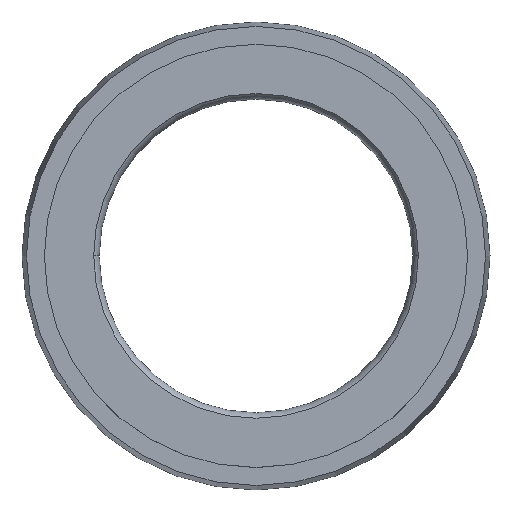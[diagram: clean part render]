
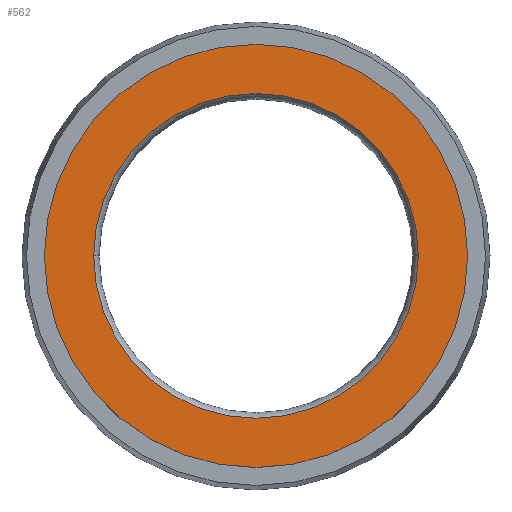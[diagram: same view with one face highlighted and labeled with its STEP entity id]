
A CAD part, top view. The second image highlights one B-rep face of the part: STEP entity #562.
In plain terms, the highlighted planar face has unit normal (0, 0, 1).
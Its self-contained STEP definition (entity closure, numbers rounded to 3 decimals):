
#12 = FACE_BOUND ( 'NONE', #148, .T. ) ;
#49 = CARTESIAN_POINT ( 'NONE',  ( 0., 0., 0. ) ) ;
#54 = AXIS2_PLACEMENT_3D ( 'NONE', #49, #356, #556 ) ;
#82 = ORIENTED_EDGE ( 'NONE', *, *, #145, .F. ) ;
#103 = DIRECTION ( 'NONE',  ( 1., 0., 0. ) ) ;
#105 = EDGE_CURVE ( 'NONE', #609, #576, #402, .T. ) ;
#109 = CIRCLE ( 'NONE', #215, 7.25 ) ;
#145 = EDGE_CURVE ( 'NONE', #530, #209, #109, .T. ) ;
#148 = EDGE_LOOP ( 'NONE', ( #358, #82 ) ) ;
#174 = AXIS2_PLACEMENT_3D ( 'NONE', #442, #202, #103 ) ;
#183 = ORIENTED_EDGE ( 'NONE', *, *, #105, .T. ) ;
#193 = DIRECTION ( 'NONE',  ( 1., 0., 0. ) ) ;
#202 = DIRECTION ( 'NONE',  ( 0., 0., 1. ) ) ;
#209 = VERTEX_POINT ( 'NONE', #265 ) ;
#213 = CARTESIAN_POINT ( 'NONE',  ( 0., 0., 0. ) ) ;
#215 = AXIS2_PLACEMENT_3D ( 'NONE', #213, #615, #407 ) ;
#265 = CARTESIAN_POINT ( 'NONE',  ( 7.25, 0., 0. ) ) ;
#272 = CARTESIAN_POINT ( 'NONE',  ( 9.45, 0., 0. ) ) ;
#275 = CARTESIAN_POINT ( 'NONE',  ( 0., 0., 0. ) ) ;
#300 = CARTESIAN_POINT ( 'NONE',  ( 0., 0., 0. ) ) ;
#313 = CARTESIAN_POINT ( 'NONE',  ( -7.25, 0., 0. ) ) ;
#323 = DIRECTION ( 'NONE',  ( -1., 0., 0. ) ) ;
#324 = EDGE_CURVE ( 'NONE', #576, #609, #586, .T. ) ;
#334 = CIRCLE ( 'NONE', #638, 7.25 ) ;
#349 = DIRECTION ( 'NONE',  ( 0., 0., 1. ) ) ;
#356 = DIRECTION ( 'NONE',  ( 0., 0., 1. ) ) ;
#358 = ORIENTED_EDGE ( 'NONE', *, *, #408, .F. ) ;
#370 = CARTESIAN_POINT ( 'NONE',  ( -9.45, 0., 0. ) ) ;
#388 = AXIS2_PLACEMENT_3D ( 'NONE', #275, #509, #323 ) ;
#402 = CIRCLE ( 'NONE', #54, 9.45 ) ;
#407 = DIRECTION ( 'NONE',  ( 1., 0., 0. ) ) ;
#408 = EDGE_CURVE ( 'NONE', #209, #530, #334, .T. ) ;
#431 = ORIENTED_EDGE ( 'NONE', *, *, #324, .T. ) ;
#442 = CARTESIAN_POINT ( 'NONE',  ( 0., 0., 0. ) ) ;
#509 = DIRECTION ( 'NONE',  ( 0., 0., -1. ) ) ;
#525 = FACE_OUTER_BOUND ( 'NONE', #598, .T. ) ;
#530 = VERTEX_POINT ( 'NONE', #313 ) ;
#556 = DIRECTION ( 'NONE',  ( 1., 0., 0. ) ) ;
#562 = ADVANCED_FACE ( 'NONE', ( #12, #525 ), #624, .F. ) ;
#576 = VERTEX_POINT ( 'NONE', #370 ) ;
#586 = CIRCLE ( 'NONE', #174, 9.45 ) ;
#598 = EDGE_LOOP ( 'NONE', ( #183, #431 ) ) ;
#609 = VERTEX_POINT ( 'NONE', #272 ) ;
#615 = DIRECTION ( 'NONE',  ( 0., 0., 1. ) ) ;
#624 = PLANE ( 'NONE',  #388 ) ;
#638 = AXIS2_PLACEMENT_3D ( 'NONE', #300, #349, #193 ) ;
